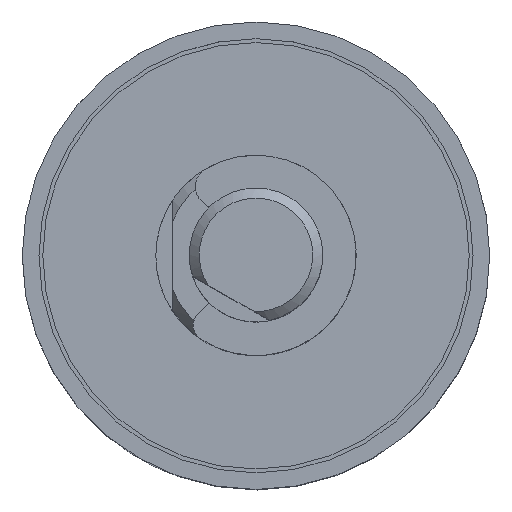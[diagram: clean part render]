
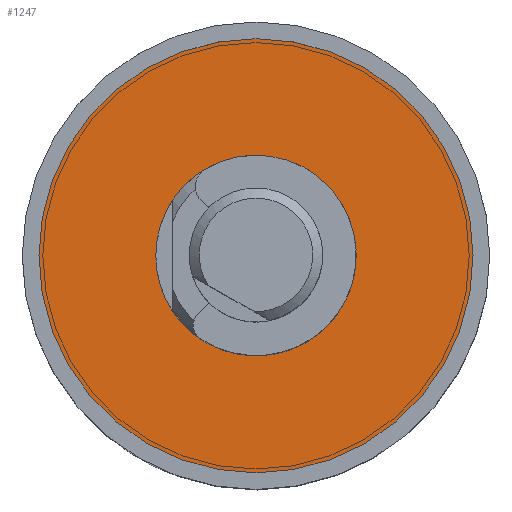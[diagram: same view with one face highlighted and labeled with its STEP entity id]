
A CAD part, top view. The second image highlights one B-rep face of the part: STEP entity #1247.
In plain terms, the highlighted planar face has unit normal (0, 0, 1).
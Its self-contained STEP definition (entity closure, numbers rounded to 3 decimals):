
#147 = VERTEX_POINT ( 'NONE', #5476 ) ;
#427 = CARTESIAN_POINT ( 'NONE',  ( -3., 0., 0.5 ) ) ;
#432 = CARTESIAN_POINT ( 'NONE',  ( 0., 0., 0.5 ) ) ;
#787 = CIRCLE ( 'NONE', #1157, 3. ) ;
#1157 = AXIS2_PLACEMENT_3D ( 'NONE', #432, #6941, #2618 ) ;
#1247 = ADVANCED_FACE ( 'NONE', ( #7855, #9352 ), #2495, .T. ) ;
#2370 = EDGE_CURVE ( 'NONE', #7381, #7381, #787, .T. ) ;
#2495 = PLANE ( 'NONE',  #7513 ) ;
#2618 = DIRECTION ( 'NONE',  ( -1., 0., 0. ) ) ;
#2986 = AXIS2_PLACEMENT_3D ( 'NONE', #8138, #5929, #8143 ) ;
#4773 = CARTESIAN_POINT ( 'NONE',  ( 3., 0., 0.5 ) ) ;
#5476 = CARTESIAN_POINT ( 'NONE',  ( 6.5, 0., 0.5 ) ) ;
#5929 = DIRECTION ( 'NONE',  ( 0., 0., 1. ) ) ;
#6259 = CIRCLE ( 'NONE', #2986, 6.5 ) ;
#6445 = EDGE_LOOP ( 'NONE', ( #9175 ) ) ;
#6941 = DIRECTION ( 'NONE',  ( 0., 0., -1. ) ) ;
#7133 = ORIENTED_EDGE ( 'NONE', *, *, #2370, .T. ) ;
#7381 = VERTEX_POINT ( 'NONE', #427 ) ;
#7513 = AXIS2_PLACEMENT_3D ( 'NONE', #4773, #8463, #9348 ) ;
#7855 = FACE_BOUND ( 'NONE', #8558, .T. ) ;
#8138 = CARTESIAN_POINT ( 'NONE',  ( 0., 0., 0.5 ) ) ;
#8143 = DIRECTION ( 'NONE',  ( 1., 0., 0. ) ) ;
#8407 = EDGE_CURVE ( 'NONE', #147, #147, #6259, .T. ) ;
#8463 = DIRECTION ( 'NONE',  ( 0., 0., 1. ) ) ;
#8558 = EDGE_LOOP ( 'NONE', ( #7133 ) ) ;
#9175 = ORIENTED_EDGE ( 'NONE', *, *, #8407, .T. ) ;
#9348 = DIRECTION ( 'NONE',  ( 1., 0., 0. ) ) ;
#9352 = FACE_OUTER_BOUND ( 'NONE', #6445, .T. ) ;
